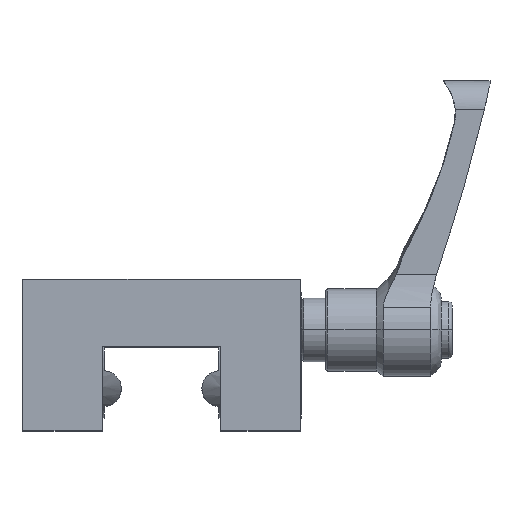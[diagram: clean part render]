
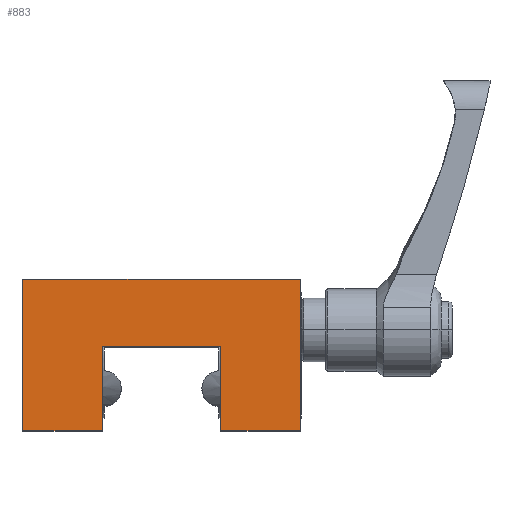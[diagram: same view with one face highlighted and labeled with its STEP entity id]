
A CAD part, top view. The second image highlights one B-rep face of the part: STEP entity #883.
In plain terms, the highlighted planar face has unit normal (0, 0, 1).
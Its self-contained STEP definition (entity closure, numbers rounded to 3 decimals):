
#100 = EDGE_LOOP ( 'NONE', ( #476, #477, #478, #479, #480, #481, #482, #483 ) ) ;
#476 = ORIENTED_EDGE ( 'NONE', *, *, #663, .F. ) ;
#477 = ORIENTED_EDGE ( 'NONE', *, *, #662, .F. ) ;
#478 = ORIENTED_EDGE ( 'NONE', *, *, #654, .F. ) ;
#479 = ORIENTED_EDGE ( 'NONE', *, *, #649, .F. ) ;
#480 = ORIENTED_EDGE ( 'NONE', *, *, #651, .F. ) ;
#481 = ORIENTED_EDGE ( 'NONE', *, *, #648, .F. ) ;
#482 = ORIENTED_EDGE ( 'NONE', *, *, #645, .F. ) ;
#483 = ORIENTED_EDGE ( 'NONE', *, *, #633, .F. ) ;
#522 = LINE ( 'NONE', #2259, #523 ) ;
#523 = VECTOR ( 'NONE', #2260, 1000. ) ;
#536 = LINE ( 'NONE', #2283, #549 ) ;
#540 = FACE_OUTER_BOUND ( 'NONE', #100, .T. ) ;
#543 = LINE ( 'NONE', #2287, #544 ) ;
#544 = VECTOR ( 'NONE', #2288, 1000. ) ;
#549 = VECTOR ( 'NONE', #2294, 1000. ) ;
#551 = LINE ( 'NONE', #2295, #552 ) ;
#552 = VECTOR ( 'NONE', #2296, 1000. ) ;
#555 = LINE ( 'NONE', #2299, #556 ) ;
#556 = VECTOR ( 'NONE', #2300, 1000. ) ;
#561 = LINE ( 'NONE', #2306, #562 ) ;
#562 = VECTOR ( 'NONE', #2307, 1000. ) ;
#568 = VECTOR ( 'NONE', #2328, 1000. ) ;
#572 = LINE ( 'NONE', #2315, #568 ) ;
#574 = LINE ( 'NONE', #2329, #575 ) ;
#575 = VECTOR ( 'NONE', #2330, 1000. ) ;
#633 = EDGE_CURVE ( 'NONE', #2236, #2237, #522, .T. ) ;
#645 = EDGE_CURVE ( 'NONE', #2237, #2238, #543, .T. ) ;
#648 = EDGE_CURVE ( 'NONE', #2238, #2240, #536, .T. ) ;
#649 = EDGE_CURVE ( 'NONE', #2243, #2245, #551, .T. ) ;
#651 = EDGE_CURVE ( 'NONE', #2240, #2243, #555, .T. ) ;
#654 = EDGE_CURVE ( 'NONE', #2245, #2247, #561, .T. ) ;
#662 = EDGE_CURVE ( 'NONE', #2247, #2246, #572, .T. ) ;
#663 = EDGE_CURVE ( 'NONE', #2246, #2236, #574, .T. ) ;
#683 = AXIS2_PLACEMENT_3D ( 'NONE', #2337, #2342, #2343 ) ;
#883 = ADVANCED_FACE ( 'NONE', ( #540 ), #2340, .F. ) ;
#2236 = VERTEX_POINT ( 'NONE', #2509 ) ;
#2237 = VERTEX_POINT ( 'NONE', #2510 ) ;
#2238 = VERTEX_POINT ( 'NONE', #2511 ) ;
#2240 = VERTEX_POINT ( 'NONE', #2513 ) ;
#2243 = VERTEX_POINT ( 'NONE', #2516 ) ;
#2245 = VERTEX_POINT ( 'NONE', #2518 ) ;
#2246 = VERTEX_POINT ( 'NONE', #2519 ) ;
#2247 = VERTEX_POINT ( 'NONE', #2520 ) ;
#2259 = CARTESIAN_POINT ( 'NONE',  ( 0., 6., 12. ) ) ;
#2260 = DIRECTION ( 'NONE',  ( -1., 0., 0. ) ) ;
#2283 = CARTESIAN_POINT ( 'NONE',  ( 0., 19.3, 12. ) ) ;
#2287 = CARTESIAN_POINT ( 'NONE',  ( 9.35, 0., 12. ) ) ;
#2288 = DIRECTION ( 'NONE',  ( 0., 1., 0. ) ) ;
#2294 = DIRECTION ( 'NONE',  ( -1., 0., 0. ) ) ;
#2295 = CARTESIAN_POINT ( 'NONE',  ( 0., 6., 12. ) ) ;
#2296 = DIRECTION ( 'NONE',  ( -1., 0., 0. ) ) ;
#2299 = CARTESIAN_POINT ( 'NONE',  ( -9.35, 0., 12. ) ) ;
#2300 = DIRECTION ( 'NONE',  ( 0., -1., 0. ) ) ;
#2306 = CARTESIAN_POINT ( 'NONE',  ( -22., 6., 12. ) ) ;
#2307 = DIRECTION ( 'NONE',  ( 0., 1., 0. ) ) ;
#2315 = CARTESIAN_POINT ( 'NONE',  ( -22., 30., 12. ) ) ;
#2328 = DIRECTION ( 'NONE',  ( 1., 0., 0. ) ) ;
#2329 = CARTESIAN_POINT ( 'NONE',  ( 22., 30., 12. ) ) ;
#2330 = DIRECTION ( 'NONE',  ( 0., -1., 0. ) ) ;
#2337 = CARTESIAN_POINT ( 'NONE',  ( 0., 0., 12. ) ) ;
#2340 = PLANE ( 'NONE',  #683 ) ;
#2342 = DIRECTION ( 'NONE',  ( 0., 0., -1. ) ) ;
#2343 = DIRECTION ( 'NONE',  ( -1., 0., 0. ) ) ;
#2509 = CARTESIAN_POINT ( 'NONE',  ( 22., 6., 12. ) ) ;
#2510 = CARTESIAN_POINT ( 'NONE',  ( 9.35, 6., 12. ) ) ;
#2511 = CARTESIAN_POINT ( 'NONE',  ( 9.35, 19.3, 12. ) ) ;
#2513 = CARTESIAN_POINT ( 'NONE',  ( -9.35, 19.3, 12. ) ) ;
#2516 = CARTESIAN_POINT ( 'NONE',  ( -9.35, 6., 12. ) ) ;
#2518 = CARTESIAN_POINT ( 'NONE',  ( -22., 6., 12. ) ) ;
#2519 = CARTESIAN_POINT ( 'NONE',  ( 22., 30., 12. ) ) ;
#2520 = CARTESIAN_POINT ( 'NONE',  ( -22., 30., 12. ) ) ;
